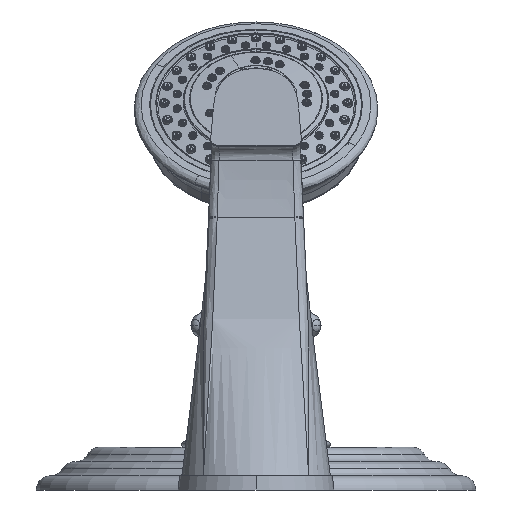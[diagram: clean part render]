
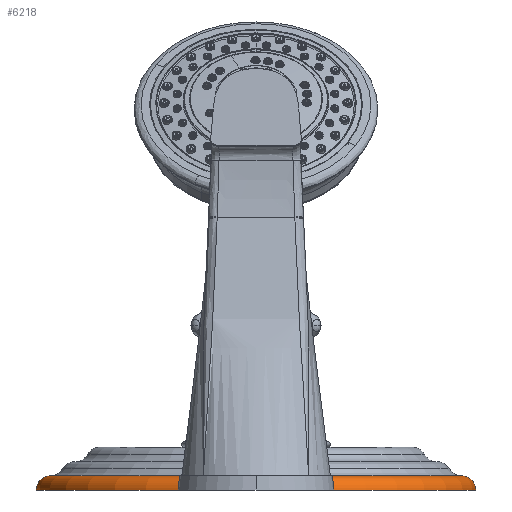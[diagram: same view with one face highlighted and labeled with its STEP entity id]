
A CAD part, front view. The second image highlights one B-rep face of the part: STEP entity #6218.
In plain terms, the highlighted toroidal (fillet/blend) face has major radius 92.075 mm and minor radius 6.35 mm.
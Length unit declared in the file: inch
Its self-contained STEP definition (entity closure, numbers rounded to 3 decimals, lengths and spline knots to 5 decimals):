
#1568=CARTESIAN_POINT('',(0.,0.,0.25));
#1569=DIRECTION('',(0.,0.,-1.));
#1570=DIRECTION('',(1.,0.,0.));
#1571=AXIS2_PLACEMENT_3D('',#1568,#1569,#1570);
#1593=CARTESIAN_POINT('',(3.625,0.,0.));
#1594=DIRECTION('',(0.,-1.,0.));
#1595=DIRECTION('',(1.,0.,0.));
#1596=AXIS2_PLACEMENT_3D('',#1593,#1594,#1595);
#1598=CARTESIAN_POINT('',(-3.625,0.,0.));
#1599=DIRECTION('',(0.,1.,0.));
#1600=DIRECTION('',(-1.,0.,0.));
#1601=AXIS2_PLACEMENT_3D('',#1598,#1599,#1600);
#1603=CARTESIAN_POINT('',(0.,0.,0.));
#1604=DIRECTION('',(0.,0.,-1.));
#1605=DIRECTION('',(1.,0.,0.));
#1606=AXIS2_PLACEMENT_3D('',#1603,#1604,#1605);
#3507=CARTESIAN_POINT('',(3.625,0.,0.25));
#3509=VERTEX_POINT('',#3507);
#3517=CARTESIAN_POINT('',(-3.625,0.,0.25));
#3519=VERTEX_POINT('',#3517);
#3979=CARTESIAN_POINT('',(3.875,0.,0.));
#3980=CARTESIAN_POINT('',(-3.875,0.,0.));
#3981=VERTEX_POINT('',#3979);
#3982=VERTEX_POINT('',#3980);
#6207=CARTESIAN_POINT('',(0.,0.,0.));
#6208=DIRECTION('',(0.,0.,-1.));
#6209=DIRECTION('',(-1.,0.,0.));
#6210=AXIS2_PLACEMENT_3D('',#6207,#6208,#6209);
#6211=TOROIDAL_SURFACE('',#6210,3.625,0.25);
#6212=ORIENTED_EDGE('',*,*,#6201,.T.);
#6213=ORIENTED_EDGE('',*,*,#6191,.T.);
#6214=ORIENTED_EDGE('',*,*,#6160,.F.);
#6215=ORIENTED_EDGE('',*,*,#6188,.F.);
#6216=EDGE_LOOP('',(#6212,#6213,#6214,#6215));
#6217=FACE_OUTER_BOUND('',#6216,.F.);
#6218=ADVANCED_FACE('',(#6217),#6211,.T.);
#1572=CIRCLE('',#1571,3.625);
#1597=CIRCLE('',#1596,0.25);
#1602=CIRCLE('',#1601,0.25);
#1607=CIRCLE('',#1606,3.875);
#6160=EDGE_CURVE('',#3509,#3519,#1572,.T.);
#6188=EDGE_CURVE('',#3981,#3509,#1597,.T.);
#6191=EDGE_CURVE('',#3982,#3519,#1602,.T.);
#6201=EDGE_CURVE('',#3981,#3982,#1607,.T.);
